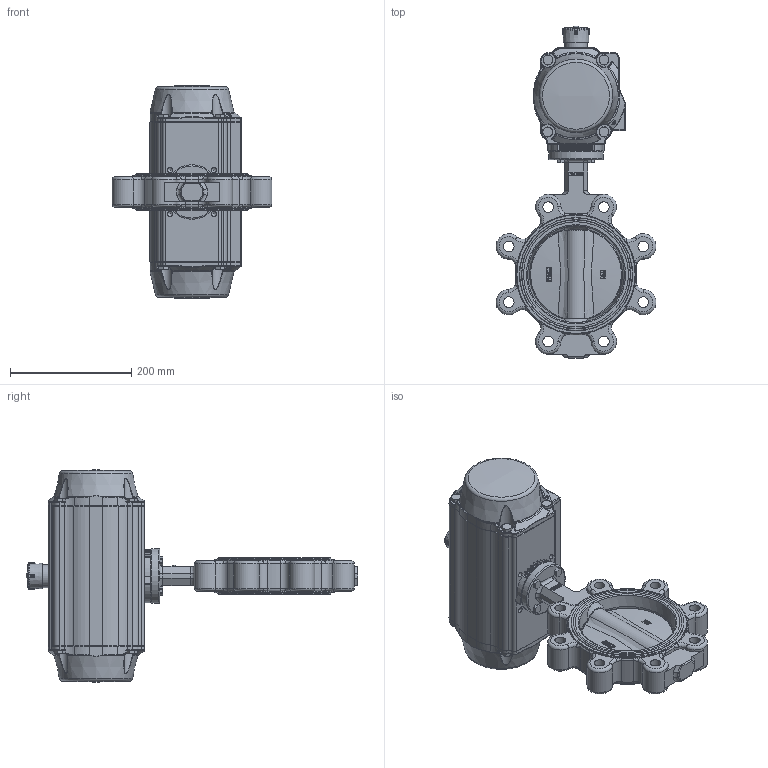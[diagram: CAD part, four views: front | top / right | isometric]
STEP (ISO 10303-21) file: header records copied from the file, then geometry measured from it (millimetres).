
FILE_DESCRIPTION(/* description */ ('Unknown'),/* implementation_level */ '2;1');
FILE_NAME(/* name */ 'FR06 5200_5210_5220-14',/* time_stamp */ '2023-05-03T11:45:09+02:00',/* author */ ('Unknown'),/* organization */ ('Unknown'),/* preprocessor_version */ 'ST-DEVELOPER v18.102',/* originating_system */ 'Solid Edge',/* authorisation */ 'Unknown');
FILE_SCHEMA (('AUTOMOTIVE_DESIGN {1 0 10303 214 3 1 1}'));
Products named in the file (18): FR248-5.200.150; ISO-Flansch; LUG-DN150; DN150概极; seat; disc; shaft1; shaft2; bushing1; DW07_FR06_(DW333_FR248); KP-125; ָʾ; 硌尨釱; 硌尨梓尨_酴伎; 指示标示(黄色）_红色; cup head nib bolts with large head gb_GB_FASTENER_BOLT_CHNBW M6X25-N; hexagon head bolts--product grade c gb_GB_FASTENER_BOLT_HHBC M10X45-N; DIN933_M8x35
Assembly tree (30 placements, depth 4):
  FR248-5.200.150
    ISO-Flansch
    LUG-DN150
      DN150概极
      seat
      disc
      shaft1
      shaft2
      bushing1  x2
    DW07_FR06_(DW333_FR248)
      KP-125
      ָʾ
        硌尨釱
        硌尨梓尨_酴伎  x2
        指示标示(黄色）_红色  x2
      cup head nib bolts with large head gb_GB_FASTENER_BOLT_CHNBW M6X25-N
      hexagon head bolts--product grade c gb_GB_FASTENER_BOLT_HHBC M10X45-N  x8
    DIN933_M8x35  x4
Bounding box: 263.69 x 547.4 x 349.9 mm (x, y, z)
Volume: 8344394.4 mm3; surface area: 664238.2 mm2
Topology: 27 solids, 27 shells, 1890 faces, 4568 edges, 2779 vertices
Faces by surface type: plane 588, cylinder 517, bspline 370, torus 229, cone 167, sphere 19
Full cylindrical faces by diameter (mm): 3 x16, 3.3 x8, 4.2 x8, 4.66 x1, 4.917 x4, 5 x2, 6 x1, 6.2 x1, 6.647 x4, 6.8 x4, 7 x4, 8 x4, 8.5 x12, 9 x4, 10 x12, 11.8 x2, 13.09 x1, 14.5 x1, 15 x1, 15.92 x2, 17.5 x8, 18.92 x3, 19.1 x2, 19.2 x2, 23.8 x2, 23.88 x2, 30 x2, 31.6 x1, 32 x1, 38 x1
Entity records: 59722 total; most frequent: CARTESIAN_POINT 24276, ORIENTED_EDGE 7124, DIRECTION 6794, EDGE_CURVE 3562, AXIS2_PLACEMENT_3D 2741, VERTEX_POINT 2288, FACE_BOUND 1904, EDGE_LOOP 1879
